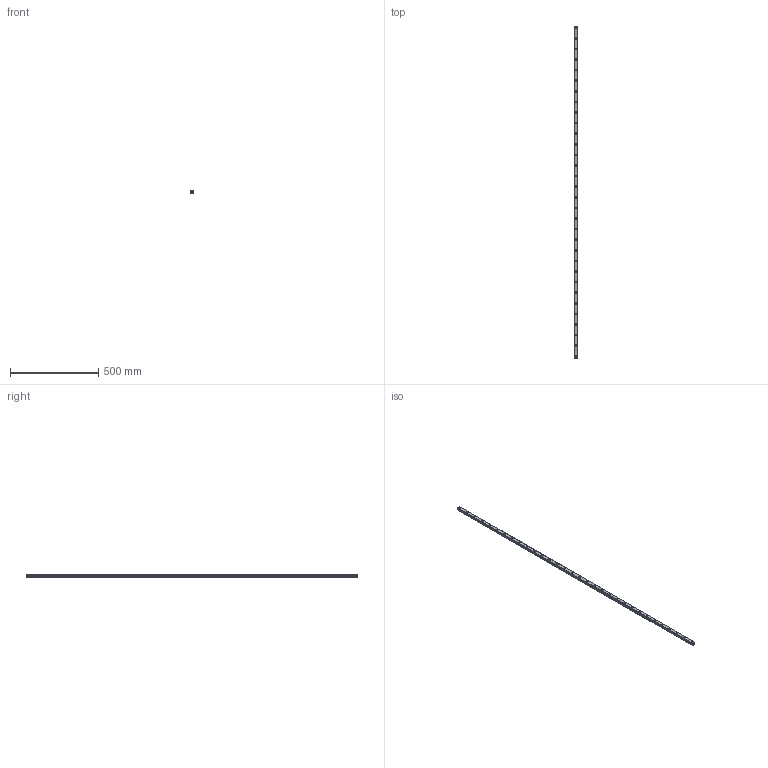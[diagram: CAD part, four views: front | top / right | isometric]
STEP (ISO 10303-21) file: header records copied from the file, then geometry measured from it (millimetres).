
FILE_DESCRIPTION(('STEP AP214'),'1');
FILE_NAME('cctmp_A83DB868-0F3B-4859-BEAB-5C897FD8F788_2021_02_03_14_06_04_0762..stp','2021-02-03T13:06:04',('HIWIN GmbH'),('CADClick - www.CADClick.com'),'Spatial InterOp 3D',' ','unknown authorization');
FILE_SCHEMA(('AUTOMOTIVE_DESIGN'));
Length unit declared in the file: millimetre
Products named in the file (1): EGR20R1880C_FILE
Bounding box: 20 x 1880 x 15.5 mm (x, y, z)
Volume: 504021 mm3; surface area: 150821.7 mm2
Topology: 1 solids, 1 shells, 487 faces, 1123 edges, 706 vertices
Faces by surface type: plane 277, cylinder 210
Entity records: 17781 total; most frequent: DIRECTION 2647, CARTESIAN_POINT 2317, ORIENTED_EDGE 2246, EDGE_CURVE 1123, AXIS2_PLACEMENT_3D 1036, VERTEX_POINT 706, LINE 575, VECTOR 575
